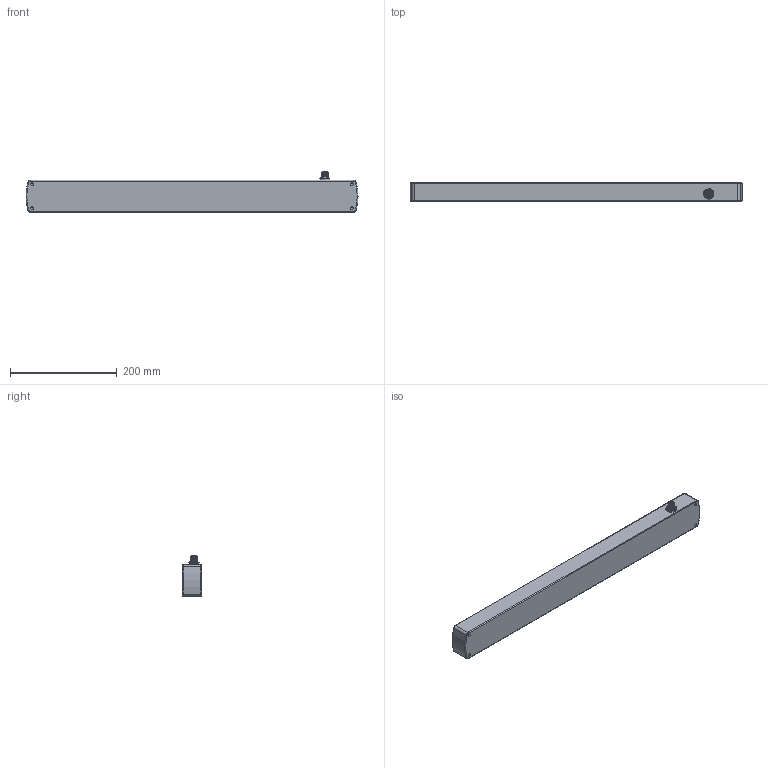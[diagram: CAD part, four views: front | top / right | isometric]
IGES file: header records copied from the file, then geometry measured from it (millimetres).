
Start section:  PTC IGES file: 142921.igs
Global section: file name: 142921.igs; native system: Pro/ENGINEER by Parametric Technology Corporation; preprocessor: 2006170; author: banengservice; organization: Unknown; date: 20080923.102810; units: inch
Bounding box: 621 x 34.93 x 76 mm (x, y, z)
Volume: 1234754.8 mm3; surface area: 127636.5 mm2
Topology: 1 solids, 1 shells, 583 faces, 1508 edges, 964 vertices
Faces by surface type: bspline 347, revolution 236
